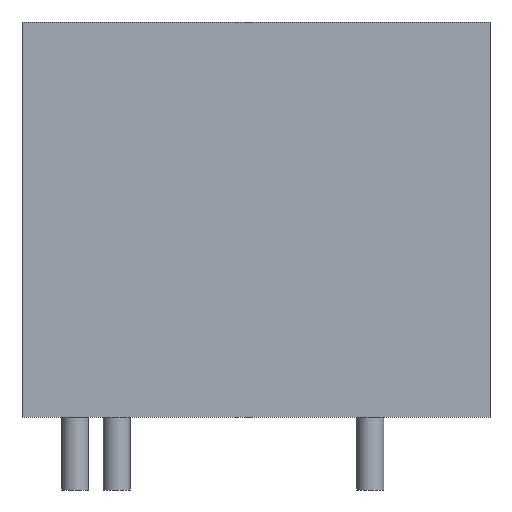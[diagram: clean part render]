
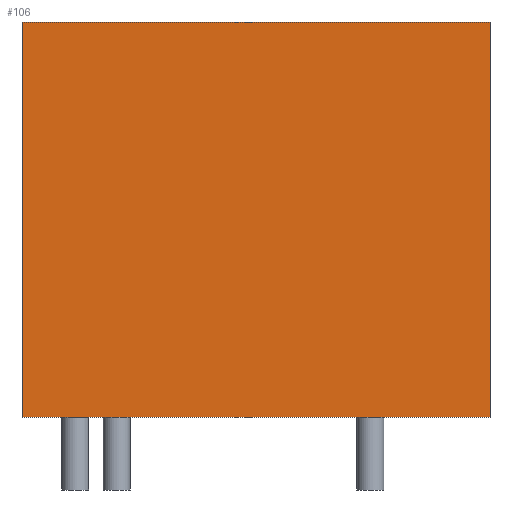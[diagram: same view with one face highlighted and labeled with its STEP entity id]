
A CAD part, front view. The second image highlights one B-rep face of the part: STEP entity #106.
In plain terms, the highlighted planar face has unit normal (0, -1, 0).
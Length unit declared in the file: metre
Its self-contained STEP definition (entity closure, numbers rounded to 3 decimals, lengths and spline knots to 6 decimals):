
#106 = ADVANCED_FACE( '', ( #207 ), #208, .T. );
#207 = FACE_OUTER_BOUND( '', #307, .T. );
#208 = PLANE( '', #308 );
#307 = EDGE_LOOP( '', ( #424, #425, #426, #427 ) );
#308 = AXIS2_PLACEMENT_3D( '', #428, #429, #430 );
#424 = ORIENTED_EDGE( '', *, *, #460, .F. );
#425 = ORIENTED_EDGE( '', *, *, #458, .F. );
#426 = ORIENTED_EDGE( '', *, *, #482, .T. );
#427 = ORIENTED_EDGE( '', *, *, #485, .T. );
#428 = CARTESIAN_POINT( '', ( 0., -0.00825, 0.019 ) );
#429 = DIRECTION( '', ( 0., -1., 0. ) );
#430 = DIRECTION( '', ( 0., 0., -1. ) );
#458 = EDGE_CURVE( '', #508, #504, #510, .T. );
#460 = EDGE_CURVE( '', #504, #512, #513, .T. );
#482 = EDGE_CURVE( '', #508, #541, #543, .T. );
#485 = EDGE_CURVE( '', #541, #512, #546, .T. );
#504 = VERTEX_POINT( '', #565 );
#508 = VERTEX_POINT( '', #571 );
#510 = LINE( '', #574, #575 );
#512 = VERTEX_POINT( '', #577 );
#513 = LINE( '', #578, #579 );
#541 = VERTEX_POINT( '', #611 );
#543 = LINE( '', #614, #615 );
#546 = LINE( '', #618, #619 );
#565 = CARTESIAN_POINT( '', ( 0.01125, -0.00825, 0. ) );
#571 = CARTESIAN_POINT( '', ( 0.01125, -0.00825, 0.019 ) );
#574 = CARTESIAN_POINT( '', ( 0.01125, -0.00825, 0.019 ) );
#575 = VECTOR( '', #640, 1. );
#577 = CARTESIAN_POINT( '', ( -0.01125, -0.00825, 0. ) );
#578 = CARTESIAN_POINT( '', ( 0., -0.00825, 0. ) );
#579 = VECTOR( '', #641, 1. );
#611 = CARTESIAN_POINT( '', ( -0.01125, -0.00825, 0.019 ) );
#614 = CARTESIAN_POINT( '', ( 0., -0.00825, 0.019 ) );
#615 = VECTOR( '', #662, 1. );
#618 = CARTESIAN_POINT( '', ( -0.01125, -0.00825, 0.019 ) );
#619 = VECTOR( '', #663, 1. );
#640 = DIRECTION( '', ( 0., 0., -1. ) );
#641 = DIRECTION( '', ( -1., 0., 0. ) );
#662 = DIRECTION( '', ( -1., 0., 0. ) );
#663 = DIRECTION( '', ( 0., 0., -1. ) );
